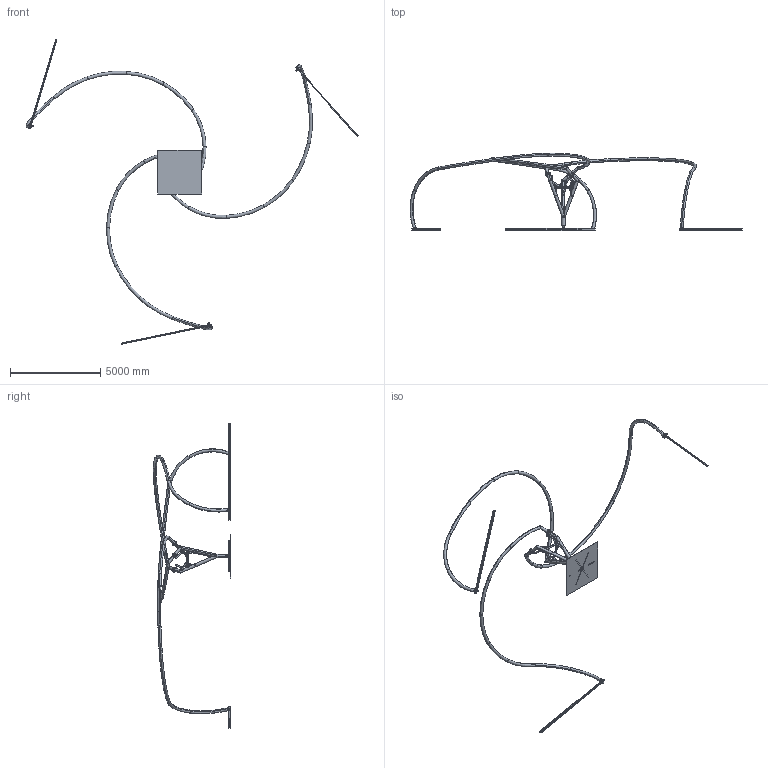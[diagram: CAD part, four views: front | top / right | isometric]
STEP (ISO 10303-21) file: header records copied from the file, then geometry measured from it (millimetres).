
FILE_DESCRIPTION (( 'STEP AP214' ), '1' );
FILE_NAME ('syzygryd-structure.STEP', '2010-06-29T18:49:41', ( '' ), ( '' ), 'SwSTEP 2.0', 'SolidWorks 2010', '' );
FILE_SCHEMA (( 'AUTOMOTIVE_DESIGN' ));
Length unit declared in the file: inch
Products named in the file (40): low_plate-mirrored^ground_anchor-mw-mirrored; tube-mirrored^base_pin-mirrored_central_structure-mw-mirrored; tubes_tube2C; top_plate-mirrored^ground_anchor-mw-mirrored; mid_plate-mirrored^ground_anchor-mw-mirrored; base_pin-mirrored^central_structure-mw-mirrored; S Section_AI-mw_S4x7.7x36; tubes_tube1C; short-tube^tube1_syzygryd-structure_Default<As Machined>; tube1^syzygryd-structure_C; tubes_tube4B; tube4^syzygryd-structure_B; tubes_tube3B; tubes_tube4A; tube4^syzygryd-structure_A; tubes_tube3A; tubes_tube2B; tubes_tube1B; pipe_flange; tube1^syzygryd-structure_B; tubes_tube2A; tubes_tube1A; tube1^syzygryd-structure_A; positioning_ring-mirrored^central_structure-mw-mirrored; pipe_flange-mw-mirrored_Sch40_3_inch; pipe_flange-mw-mirrored; tubes-mirrored^central_structure-mw-mirrored_Default<As Machined>; gusset-mirrored^base_pin-mirrored_central_structure-mw-mirrored; plate-mirrored^base_pin-mirrored_central_structure-mw-mirrored; pin-mirrored^base_pin-mirrored_central_structure-mw-mirrored; tubes_tube3C; tubes_tube4C; ground_anchor^tube4_syzygryd-structure; tube4^syzygryd-structure_C; syzygryd-structure; scaffolding-mirrored^central_structure-mw-mirrored; central_structure-mw-mirrored; Copy of Copy of ground_anchor_ref^ground_anchor-mw-mirrored; ground_anchor-mw-mirrored; reference_ground-mirrored^scaffolding-mirrored_central_structure-mw-mirrored
Assembly tree (58 placements, depth 4):
  pipe_flange-mw-mirrored_Sch40_3_inch
  syzygryd-structure
    tubes_tube3C
    tube4^syzygryd-structure_B
      tubes_tube4B
      ground_anchor^tube4_syzygryd-structure
    tubes_tube2A
    tubes_tube2C
    tubes_tube3B
    tube4^syzygryd-structure_A
      ground_anchor^tube4_syzygryd-structure
      tubes_tube4A
    tube4^syzygryd-structure_C
      tubes_tube4C
      ground_anchor^tube4_syzygryd-structure
    tubes_tube3A
    tubes_tube2B
    central_structure-mw-mirrored
      positioning_ring-mirrored^central_structure-mw-mirrored  x3
      tubes-mirrored^central_structure-mw-mirrored_Default<As Machined>
      base_pin-mirrored^central_structure-mw-mirrored
        pin-mirrored^base_pin-mirrored_central_structure-mw-mirrored
        tube-mirrored^base_pin-mirrored_central_structure-mw-mirrored
        plate-mirrored^base_pin-mirrored_central_structure-mw-mirrored  x2
        gusset-mirrored^base_pin-mirrored_central_structure-mw-mirrored  x6
      pipe_flange-mw-mirrored  x3
      ground_anchor-mw-mirrored
        S Section_AI-mw_S4x7.7x36  x6
        mid_plate-mirrored^ground_anchor-mw-mirrored
        low_plate-mirrored^ground_anchor-mw-mirrored
        top_plate-mirrored^ground_anchor-mw-mirrored
      scaffolding-mirrored^central_structure-mw-mirrored
        reference_ground-mirrored^scaffolding-mirrored_central_structure-mw-mirrored
    tube1^syzygryd-structure_C
      pipe_flange
      tubes_tube1C
      short-tube^tube1_syzygryd-structure_Default<As Machined>
    tube1^syzygryd-structure_B
      tubes_tube1B
      short-tube^tube1_syzygryd-structure_Default<As Machined>
      pipe_flange
    tube1^syzygryd-structure_A
      pipe_flange
      tubes_tube1A
      short-tube^tube1_syzygryd-structure_Default<As Machined>
  Copy of Copy of ground_anchor_ref^ground_anchor-mw-mirrored
Bounding box: 18414.29 x 4288.49 x 16886.7 mm (x, y, z)
Volume: 315685070.4 mm3; surface area: 93232715.1 mm2
Topology: 77 solids, 77 shells, 1234 faces, 3051 edges, 2008 vertices
Faces by surface type: plane 566, cylinder 494, torus 102, bspline 72
Entity records: 28648 total; most frequent: CARTESIAN_POINT 12577, ORIENTED_EDGE 2896, DIRECTION 2877, EDGE_CURVE 1448, AXIS2_PLACEMENT_3D 1148, VERTEX_POINT 950, EDGE_LOOP 762, FACE_OUTER_BOUND 607
